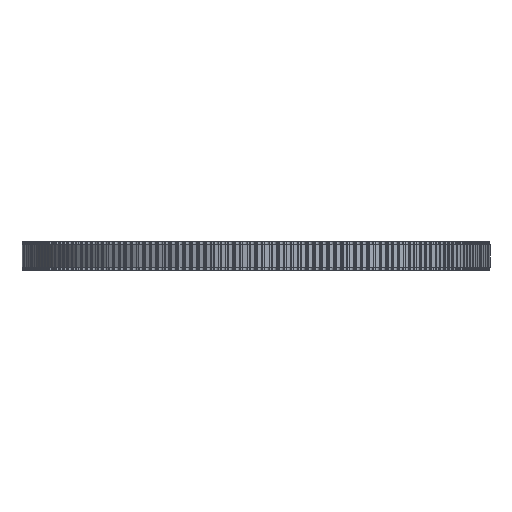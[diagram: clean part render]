
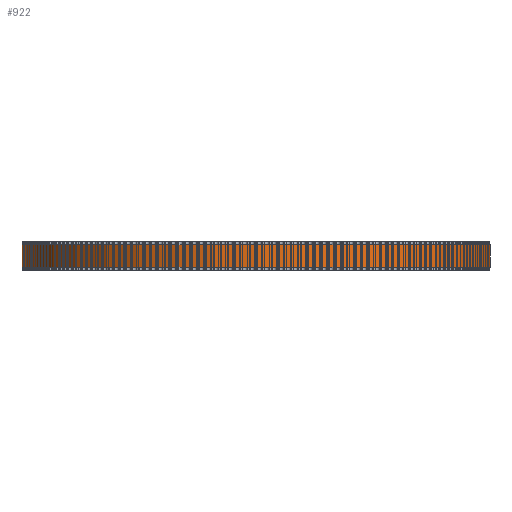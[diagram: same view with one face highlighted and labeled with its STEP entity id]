
A CAD part, front view. The second image highlights one B-rep face of the part: STEP entity #922.
In plain terms, the highlighted cylindrical face has radius 63.662 mm (diameter 127.324 mm), a full revolution.
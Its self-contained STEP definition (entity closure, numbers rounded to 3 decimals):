
#97=FACE_BOUND('',#3328,.T.);
#98=FACE_BOUND('',#3329,.T.);
#922=ADVANCED_FACE('',(#97,#98),#1723,.T.);
#1723=CYLINDRICAL_SURFACE('',#17743,63.662);
#3328=EDGE_LOOP('',(#9730));
#3329=EDGE_LOOP('',(#9731));
#9730=ORIENTED_EDGE('',*,*,#13734,.T.);
#9731=ORIENTED_EDGE('',*,*,#13735,.T.);
#11332=VERTEX_POINT('',#28160);
#11333=VERTEX_POINT('',#28162);
#13734=EDGE_CURVE('',#11332,#11332,#15336,.T.);
#13735=EDGE_CURVE('',#11333,#11333,#15337,.T.);
#15336=CIRCLE('',#17741,63.662);
#15337=CIRCLE('',#17742,63.662);
#17741=AXIS2_PLACEMENT_3D('',#28159,#23350,#23351);
#17742=AXIS2_PLACEMENT_3D('',#28161,#23352,#23353);
#17743=AXIS2_PLACEMENT_3D('',#28163,#23354,#23355);
#23350=DIRECTION('',(0.,0.,1.));
#23351=DIRECTION('',(1.,0.,0.));
#23352=DIRECTION('',(0.,0.,-1.));
#23353=DIRECTION('',(1.,0.,0.));
#23354=DIRECTION('',(0.,0.,1.));
#23355=DIRECTION('',(1.,0.,0.));
#28159=CARTESIAN_POINT('',(0.,0.,1.));
#28160=CARTESIAN_POINT('',(63.662,0.,1.));
#28161=CARTESIAN_POINT('',(0.,0.,7.));
#28162=CARTESIAN_POINT('',(63.662,0.,7.));
#28163=CARTESIAN_POINT('',(0.,0.,1.));
